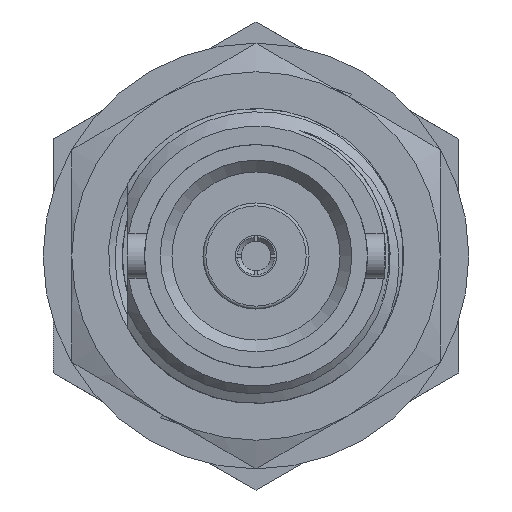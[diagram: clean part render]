
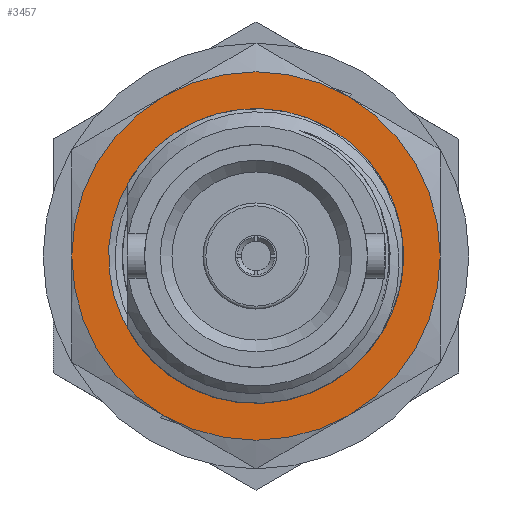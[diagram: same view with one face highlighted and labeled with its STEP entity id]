
A CAD part, left-side view. The second image highlights one B-rep face of the part: STEP entity #3457.
In plain terms, the highlighted planar face has unit normal (-1, 0, 0).
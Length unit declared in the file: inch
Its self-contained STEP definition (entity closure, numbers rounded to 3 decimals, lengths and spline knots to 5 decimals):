
#216 = CARTESIAN_POINT ( 'NONE',  ( 0.52, 0.3125, 0. ) ) ;
#289 = FACE_OUTER_BOUND ( 'NONE', #7058, .T. ) ;
#1510 = VERTEX_POINT ( 'NONE', #6587 ) ;
#3102 = DIRECTION ( 'NONE',  ( -1., 0., 0. ) ) ;
#3249 = ORIENTED_EDGE ( 'NONE', *, *, #21169, .T. ) ;
#3457 = ADVANCED_FACE ( 'NONE', ( #22932, #289 ), #21734, .T. ) ;
#3876 = AXIS2_PLACEMENT_3D ( 'NONE', #15931, #17473, #17810 ) ;
#3944 = CIRCLE ( 'NONE', #8105, 0.3125 ) ;
#4084 = ORIENTED_EDGE ( 'NONE', *, *, #10016, .T. ) ;
#4298 = VERTEX_POINT ( 'NONE', #216 ) ;
#4331 = CIRCLE ( 'NONE', #8047, 0.3125 ) ;
#5878 = DIRECTION ( 'NONE',  ( 0., 0., 1. ) ) ;
#6188 = AXIS2_PLACEMENT_3D ( 'NONE', #16820, #18593, #5878 ) ;
#6196 = CARTESIAN_POINT ( 'NONE',  ( 0.52, 0.15625, -0.27063 ) ) ;
#6587 = CARTESIAN_POINT ( 'NONE',  ( 0.52, -0.3125, 0. ) ) ;
#6744 = VERTEX_POINT ( 'NONE', #13414 ) ;
#6896 = VERTEX_POINT ( 'NONE', #8776 ) ;
#7058 = EDGE_LOOP ( 'NONE', ( #21975, #3249, #10587, #4084, #8790, #10732 ) ) ;
#8047 = AXIS2_PLACEMENT_3D ( 'NONE', #10179, #3102, #22303 ) ;
#8105 = AXIS2_PLACEMENT_3D ( 'NONE', #19691, #12403, #10746 ) ;
#8139 = EDGE_CURVE ( 'NONE', #1510, #6896, #14831, .T. ) ;
#8776 = CARTESIAN_POINT ( 'NONE',  ( 0.52, -0.15625, 0.27063 ) ) ;
#8790 = ORIENTED_EDGE ( 'NONE', *, *, #17342, .T. ) ;
#9655 = EDGE_CURVE ( 'NONE', #4298, #14603, #4331, .T. ) ;
#10016 = EDGE_CURVE ( 'NONE', #14603, #6744, #3944, .T. ) ;
#10062 = VERTEX_POINT ( 'NONE', #19809 ) ;
#10179 = CARTESIAN_POINT ( 'NONE',  ( 0.52, 0., 0. ) ) ;
#10312 = CIRCLE ( 'NONE', #13315, 0.3125 ) ;
#10367 = EDGE_LOOP ( 'NONE', ( #18383 ) ) ;
#10587 = ORIENTED_EDGE ( 'NONE', *, *, #9655, .T. ) ;
#10732 = ORIENTED_EDGE ( 'NONE', *, *, #8139, .T. ) ;
#10746 = DIRECTION ( 'NONE',  ( 0., 0., 1. ) ) ;
#10906 = DIRECTION ( 'NONE',  ( -1., 0., 0. ) ) ;
#11021 = CIRCLE ( 'NONE', #17041, 0.25015 ) ;
#11137 = DIRECTION ( 'NONE',  ( 0., 0., 1. ) ) ;
#11656 = DIRECTION ( 'NONE',  ( 0., 0., 1. ) ) ;
#12403 = DIRECTION ( 'NONE',  ( -1., 0., 0. ) ) ;
#12491 = AXIS2_PLACEMENT_3D ( 'NONE', #14322, #10906, #11137 ) ;
#12519 = CARTESIAN_POINT ( 'NONE',  ( 0.52, 0., 0. ) ) ;
#13182 = CARTESIAN_POINT ( 'NONE',  ( 0.52, 0., 0. ) ) ;
#13315 = AXIS2_PLACEMENT_3D ( 'NONE', #13742, #13853, #22569 ) ;
#13414 = CARTESIAN_POINT ( 'NONE',  ( 0.52, -0.15625, -0.27063 ) ) ;
#13742 = CARTESIAN_POINT ( 'NONE',  ( 0.52, 0., 0. ) ) ;
#13853 = DIRECTION ( 'NONE',  ( -1., 0., 0. ) ) ;
#14322 = CARTESIAN_POINT ( 'NONE',  ( 0.52, 0., 0. ) ) ;
#14603 = VERTEX_POINT ( 'NONE', #6196 ) ;
#14770 = CIRCLE ( 'NONE', #3876, 0.3125 ) ;
#14831 = CIRCLE ( 'NONE', #6188, 0.3125 ) ;
#15931 = CARTESIAN_POINT ( 'NONE',  ( 0.52, 0., 0. ) ) ;
#16820 = CARTESIAN_POINT ( 'NONE',  ( 0.52, 0., 0. ) ) ;
#17041 = AXIS2_PLACEMENT_3D ( 'NONE', #12519, #18036, #21574 ) ;
#17342 = EDGE_CURVE ( 'NONE', #6744, #1510, #20047, .T. ) ;
#17473 = DIRECTION ( 'NONE',  ( -1., 0., 0. ) ) ;
#17810 = DIRECTION ( 'NONE',  ( 0., 0., 1. ) ) ;
#18036 = DIRECTION ( 'NONE',  ( -1., 0., 0. ) ) ;
#18355 = DIRECTION ( 'NONE',  ( -1., 0., 0. ) ) ;
#18383 = ORIENTED_EDGE ( 'NONE', *, *, #21334, .F. ) ;
#18593 = DIRECTION ( 'NONE',  ( -1., 0., 0. ) ) ;
#19158 = EDGE_CURVE ( 'NONE', #6896, #10062, #10312, .T. ) ;
#19690 = AXIS2_PLACEMENT_3D ( 'NONE', #13182, #18355, #11656 ) ;
#19691 = CARTESIAN_POINT ( 'NONE',  ( 0.52, 0., 0. ) ) ;
#19809 = CARTESIAN_POINT ( 'NONE',  ( 0.52, 0.15625, 0.27063 ) ) ;
#20047 = CIRCLE ( 'NONE', #19690, 0.3125 ) ;
#20571 = VERTEX_POINT ( 'NONE', #22209 ) ;
#21169 = EDGE_CURVE ( 'NONE', #10062, #4298, #14770, .T. ) ;
#21334 = EDGE_CURVE ( 'NONE', #20571, #20571, #11021, .T. ) ;
#21574 = DIRECTION ( 'NONE',  ( 0., 0., 1. ) ) ;
#21734 = PLANE ( 'NONE',  #12491 ) ;
#21975 = ORIENTED_EDGE ( 'NONE', *, *, #19158, .T. ) ;
#22209 = CARTESIAN_POINT ( 'NONE',  ( 0.52, 0., 0.25015 ) ) ;
#22303 = DIRECTION ( 'NONE',  ( 0., 0., 1. ) ) ;
#22569 = DIRECTION ( 'NONE',  ( 0., 0., 1. ) ) ;
#22932 = FACE_BOUND ( 'NONE', #10367, .T. ) ;
